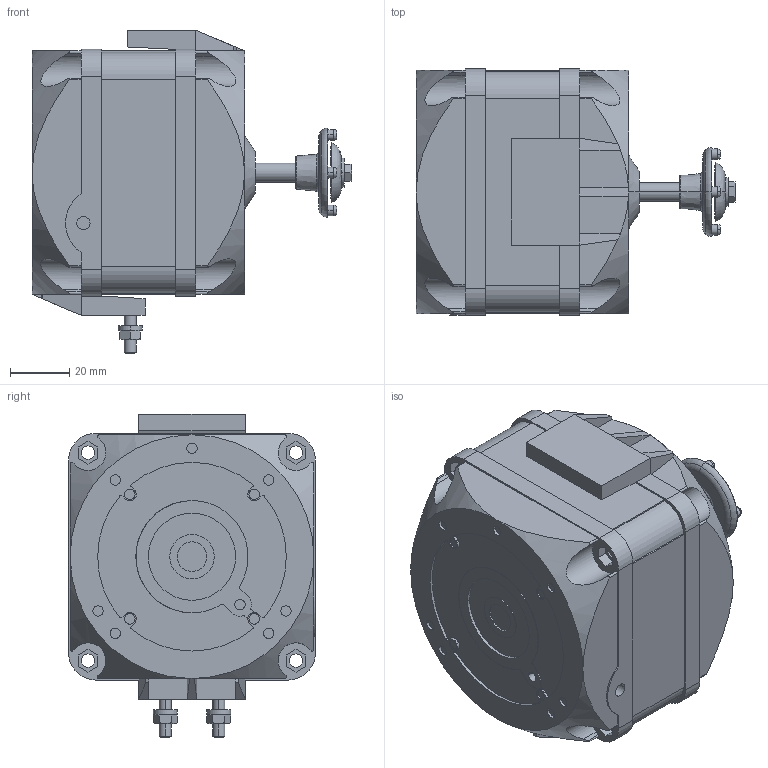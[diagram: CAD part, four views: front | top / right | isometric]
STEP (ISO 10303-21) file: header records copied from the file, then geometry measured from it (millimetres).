
FILE_DESCRIPTION((''),'2;1');
FILE_NAME('118U0202_ASM','2019-12-19T',('U371994'),('DANFOSS COMMERCIAL COMPRESSOR'),'CREO PARAMETRIC BY PTC INC, 2015480','CREO PARAMETRIC BY PTC INC, 2015480','');
FILE_SCHEMA(('CONFIG_CONTROL_DESIGN'));
Length unit declared in the file: millimetre
Products named in the file (4): 118U0202-118773; 118U0202-119308; 118U0202-120112; 118U0202_ASM
Assembly tree (3 placements, depth 2):
  118U0202_ASM
    118U0202-118773
    118U0202-119308
    118U0202-120112
Bounding box: 107.6 x 83 x 109 mm (x, y, z)
Volume: 461923.8 mm3; surface area: 47689.1 mm2
Topology: 3 solids, 3 shells, 503 faces, 1341 edges, 910 vertices
Faces by surface type: plane 252, cylinder 197, cone 28, torus 16, bspline 10
Entity records: 17038 total; most frequent: CARTESIAN_POINT 3980, DIRECTION 2802, ORIENTED_EDGE 2682, EDGE_CURVE 1341, AXIS2_PLACEMENT_3D 1066, VERTEX_POINT 910, VECTOR 670, LINE 670
